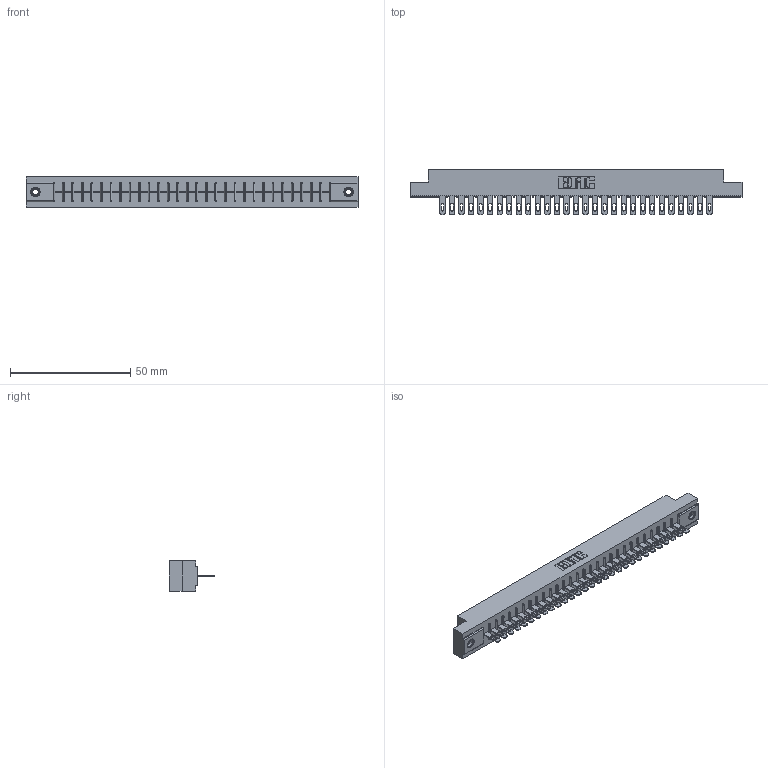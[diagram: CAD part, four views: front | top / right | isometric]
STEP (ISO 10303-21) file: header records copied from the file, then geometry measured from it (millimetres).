
FILE_DESCRIPTION (( 'STEP AP203' ), '1' );
FILE_NAME ('316-029-500-107.STEP', '2018-07-31T03:03:39', ( '' ), ( '' ), 'SwSTEP 2.0', 'SolidWorks 2016', '' );
FILE_SCHEMA (( 'CONFIG_CONTROL_DESIGN' ));
Length unit declared in the file: inch
Products named in the file (4): 306 Part_.156 Dia; 306-290-001_100; 345-250-001_345-250-005-103; 316-029-500-107
Assembly tree (32 placements, depth 2):
  316-029-500-107
    306 Part_.156 Dia
    306-290-001_100  x29
    345-250-001_345-250-005-103  x2
Bounding box: 137.92 x 18.87 x 12.7 mm (x, y, z)
Volume: 15218.6 mm3; surface area: 16014.7 mm2
Topology: 32 solids, 32 shells, 2380 faces, 6687 edges, 4294 vertices
Faces by surface type: plane 1550, cylinder 698, sphere 116, cone 12, torus 4
Entity records: 30077 total; most frequent: CARTESIAN_POINT 5029, ORIENTED_EDGE 4978, DIRECTION 4969, EDGE_CURVE 2489, VECTOR 1937, LINE 1937, VERTEX_POINT 1576, AXIS2_PLACEMENT_3D 1516
